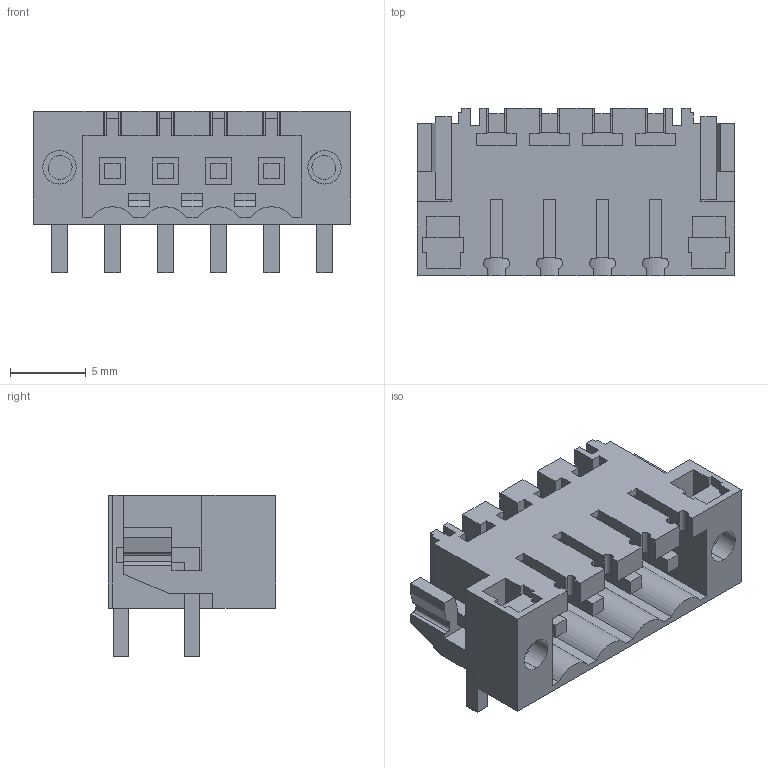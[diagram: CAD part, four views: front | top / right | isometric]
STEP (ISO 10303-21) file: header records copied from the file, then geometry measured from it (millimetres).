
FILE_DESCRIPTION(('CATIA V5 STEP Exchange','CAx-IF Rec.Pracs.--- Model Styling and Organization---1.2---2011-12-15'),'2;1');
FILE_NAME ('D1457204_0_1841880000_1841880000.stp','2018-03-14T12:55:55+00:00',('none'),('Weidmueller'),'CATIA Version 5-6 Release 2014','CATIA V5 STEP AP214','none');
FILE_SCHEMA(('AUTOMOTIVE_DESIGN { 1 0 10303 214 1 1 1 1 }'));
Length unit declared in the file: millimetre
Products named in the file (1): 1841880000
Bounding box: 20.95 x 11.05 x 10.65 mm (x, y, z)
Volume: 815.4 mm3; surface area: 2097.5 mm2
Topology: 7 solids, 7 shells, 392 faces, 1159 edges, 790 vertices
Faces by surface type: plane 360, cylinder 32
Entity records: 12877 total; most frequent: ORIENTED_EDGE 2318, CARTESIAN_POINT 2287, DIRECTION 1770, EDGE_CURVE 1159, VECTOR 1095, LINE 1095, VERTEX_POINT 790, EDGE_LOOP 417
